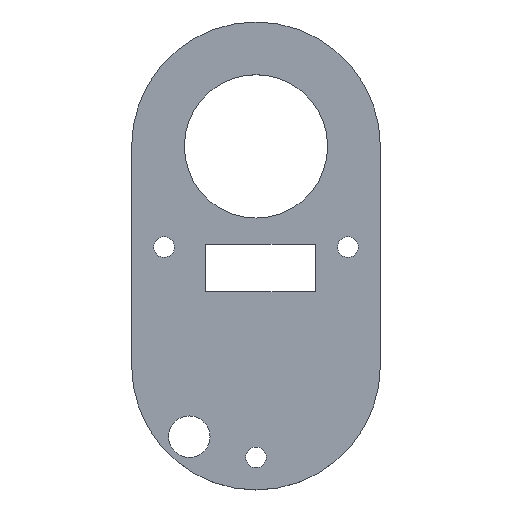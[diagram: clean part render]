
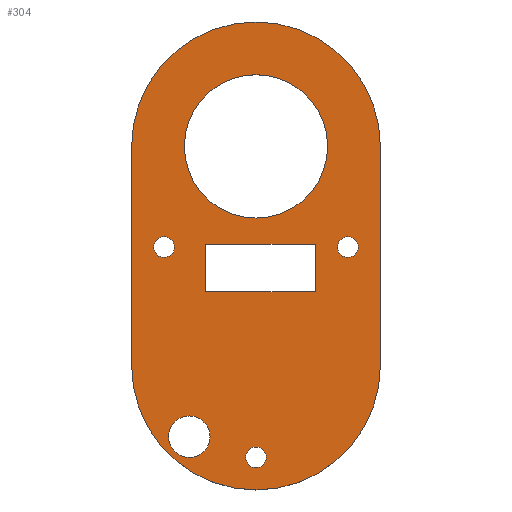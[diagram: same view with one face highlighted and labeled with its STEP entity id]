
A CAD part, top view. The second image highlights one B-rep face of the part: STEP entity #304.
In plain terms, the highlighted planar face has unit normal (0, 0, 1).
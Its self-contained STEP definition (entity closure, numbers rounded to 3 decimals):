
#15=FACE_BOUND('',#64,.T.);
#16=FACE_BOUND('',#65,.T.);
#17=FACE_BOUND('',#66,.T.);
#18=FACE_BOUND('',#67,.T.);
#19=FACE_BOUND('',#68,.T.);
#20=FACE_BOUND('',#69,.T.);
#33=PLANE('',#347);
#48=FACE_OUTER_BOUND('',#63,.T.);
#63=EDGE_LOOP('',(#258,#259,#260,#261));
#64=EDGE_LOOP('',(#262));
#65=EDGE_LOOP('',(#263,#264,#265,#266));
#66=EDGE_LOOP('',(#267));
#67=EDGE_LOOP('',(#268));
#68=EDGE_LOOP('',(#269));
#69=EDGE_LOOP('',(#270));
#80=LINE('',#448,#105);
#83=LINE('',#454,#108);
#86=LINE('',#460,#111);
#89=LINE('',#464,#114);
#96=LINE('',#496,#121);
#100=LINE('',#508,#125);
#105=VECTOR('',#362,10.);
#108=VECTOR('',#367,10.);
#111=VECTOR('',#372,10.);
#114=VECTOR('',#377,10.);
#121=VECTOR('',#410,10.);
#125=VECTOR('',#422,10.);
#128=CIRCLE('',#322,3.5);
#129=CIRCLE('',#328,1.75);
#131=CIRCLE('',#331,1.75);
#133=CIRCLE('',#334,1.75);
#135=CIRCLE('',#337,12.1);
#138=CIRCLE('',#342,21.);
#140=CIRCLE('',#346,21.);
#142=VERTEX_POINT('',#438);
#145=VERTEX_POINT('',#445);
#146=VERTEX_POINT('',#447);
#148=VERTEX_POINT('',#453);
#150=VERTEX_POINT('',#459);
#151=VERTEX_POINT('',#466);
#153=VERTEX_POINT('',#472);
#155=VERTEX_POINT('',#478);
#157=VERTEX_POINT('',#484);
#161=VERTEX_POINT('',#493);
#162=VERTEX_POINT('',#495);
#164=VERTEX_POINT('',#501);
#166=VERTEX_POINT('',#507);
#169=EDGE_CURVE('',#142,#142,#128,.T.);
#172=EDGE_CURVE('',#146,#145,#80,.T.);
#175=EDGE_CURVE('',#148,#146,#83,.T.);
#178=EDGE_CURVE('',#150,#148,#86,.T.);
#181=EDGE_CURVE('',#145,#150,#89,.T.);
#182=EDGE_CURVE('',#151,#151,#129,.T.);
#185=EDGE_CURVE('',#153,#153,#131,.T.);
#188=EDGE_CURVE('',#155,#155,#133,.T.);
#191=EDGE_CURVE('',#157,#157,#135,.T.);
#196=EDGE_CURVE('',#162,#161,#96,.T.);
#199=EDGE_CURVE('',#164,#162,#138,.T.);
#202=EDGE_CURVE('',#166,#164,#100,.T.);
#205=EDGE_CURVE('',#161,#166,#140,.T.);
#258=ORIENTED_EDGE('',*,*,#205,.T.);
#259=ORIENTED_EDGE('',*,*,#202,.T.);
#260=ORIENTED_EDGE('',*,*,#199,.T.);
#261=ORIENTED_EDGE('',*,*,#196,.T.);
#262=ORIENTED_EDGE('',*,*,#169,.T.);
#263=ORIENTED_EDGE('',*,*,#172,.T.);
#264=ORIENTED_EDGE('',*,*,#181,.T.);
#265=ORIENTED_EDGE('',*,*,#178,.T.);
#266=ORIENTED_EDGE('',*,*,#175,.T.);
#267=ORIENTED_EDGE('',*,*,#182,.T.);
#268=ORIENTED_EDGE('',*,*,#185,.T.);
#269=ORIENTED_EDGE('',*,*,#188,.T.);
#270=ORIENTED_EDGE('',*,*,#191,.T.);
#304=ADVANCED_FACE('',(#48,#15,#16,#17,#18,#19,#20),#33,.T.);
#322=AXIS2_PLACEMENT_3D('',#440,#356,#357);
#328=AXIS2_PLACEMENT_3D('',#467,#380,#381);
#331=AXIS2_PLACEMENT_3D('',#473,#387,#388);
#334=AXIS2_PLACEMENT_3D('',#479,#394,#395);
#337=AXIS2_PLACEMENT_3D('',#485,#401,#402);
#342=AXIS2_PLACEMENT_3D('',#502,#416,#417);
#346=AXIS2_PLACEMENT_3D('',#512,#428,#429);
#347=AXIS2_PLACEMENT_3D('',#513,#430,#431);
#356=DIRECTION('center_axis',(0.,0.,-1.));
#357=DIRECTION('ref_axis',(-1.,0.,0.));
#362=DIRECTION('',(0.,1.,0.));
#367=DIRECTION('',(-1.,0.,0.));
#372=DIRECTION('',(0.,-1.,0.));
#377=DIRECTION('',(1.,0.,0.));
#380=DIRECTION('center_axis',(0.,0.,-1.));
#381=DIRECTION('ref_axis',(1.,0.,0.));
#387=DIRECTION('center_axis',(0.,0.,-1.));
#388=DIRECTION('ref_axis',(1.,0.,0.));
#394=DIRECTION('center_axis',(0.,0.,-1.));
#395=DIRECTION('ref_axis',(1.,0.,0.));
#401=DIRECTION('center_axis',(0.,0.,-1.));
#402=DIRECTION('ref_axis',(1.,0.,0.));
#410=DIRECTION('',(0.,1.,0.));
#416=DIRECTION('center_axis',(0.,0.,1.));
#417=DIRECTION('ref_axis',(1.,0.,0.));
#422=DIRECTION('',(0.,-1.,0.));
#428=DIRECTION('center_axis',(0.,0.,1.));
#429=DIRECTION('ref_axis',(1.,0.,0.));
#430=DIRECTION('center_axis',(0.,0.,1.));
#431=DIRECTION('ref_axis',(1.,0.,0.));
#438=CARTESIAN_POINT('',(-7.75,-49.,21.));
#440=CARTESIAN_POINT('Origin',(-11.25,-49.,21.));
#445=CARTESIAN_POINT('',(-8.5,-16.5,21.));
#447=CARTESIAN_POINT('',(-8.5,-24.5,21.));
#448=CARTESIAN_POINT('',(-8.5,-21.5,21.));
#453=CARTESIAN_POINT('',(10.,-24.5,21.));
#454=CARTESIAN_POINT('',(5.,-24.5,21.));
#459=CARTESIAN_POINT('',(10.,-16.5,21.));
#460=CARTESIAN_POINT('',(10.,-17.5,21.));
#464=CARTESIAN_POINT('',(-4.25,-16.5,21.));
#466=CARTESIAN_POINT('',(13.75,-17.,21.));
#467=CARTESIAN_POINT('Origin',(15.5,-17.,21.));
#472=CARTESIAN_POINT('',(-17.25,-17.,21.));
#473=CARTESIAN_POINT('Origin',(-15.5,-17.,21.));
#478=CARTESIAN_POINT('',(-1.75,-52.5,21.));
#479=CARTESIAN_POINT('Origin',(0.,-52.5,21.));
#484=CARTESIAN_POINT('',(-12.1,0.,21.));
#485=CARTESIAN_POINT('Origin',(0.,0.,21.));
#493=CARTESIAN_POINT('',(21.,0.,21.));
#495=CARTESIAN_POINT('',(21.,-37.,21.));
#496=CARTESIAN_POINT('',(21.,-3.489,21.));
#501=CARTESIAN_POINT('',(-21.,-37.,21.));
#502=CARTESIAN_POINT('Origin',(0.,-37.,21.));
#507=CARTESIAN_POINT('',(-21.,0.,21.));
#508=CARTESIAN_POINT('',(-21.,0.,21.));
#512=CARTESIAN_POINT('Origin',(0.,0.,21.));
#513=CARTESIAN_POINT('Origin',(0.,-18.5,21.));
